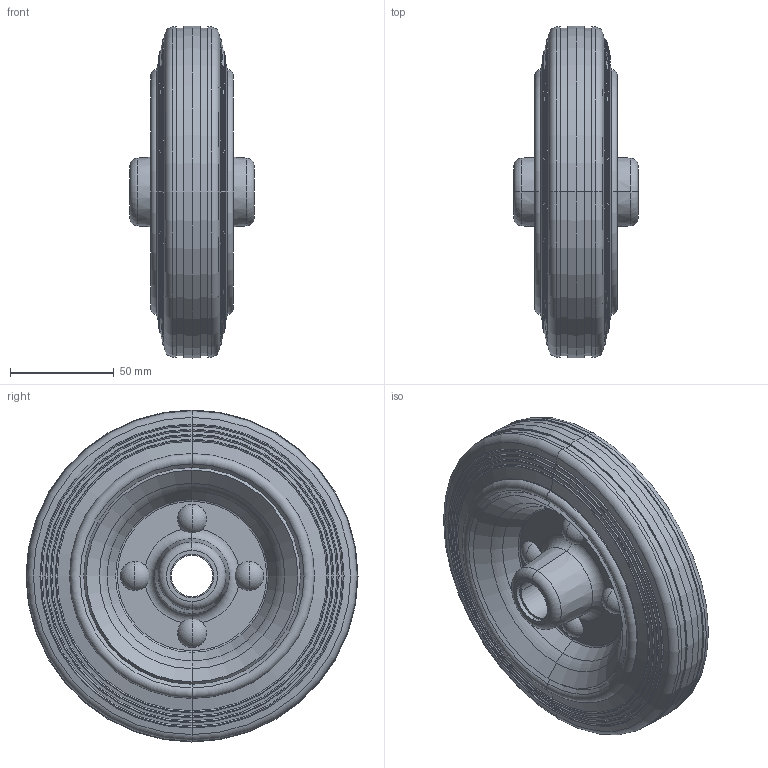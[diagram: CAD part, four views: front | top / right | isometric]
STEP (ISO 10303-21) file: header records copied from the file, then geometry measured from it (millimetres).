
FILE_DESCRIPTION (( 'STEP AP214' ), '1' );
FILE_NAME ('0013190WIC.step', '2023-02-28T10:22:14', ( '' ), ( '' ), 'SwSTEP 2.0', 'SolidWorks 2020', '' );
FILE_SCHEMA (( 'AUTOMOTIVE_DESIGN' ));
Length unit declared in the file: millimetre
Products named in the file (1): 0013190WIC
Bounding box: 60 x 160 x 160 mm (x, y, z)
Volume: 510208.9 mm3; surface area: 117296.2 mm2
Topology: 18 solids, 18 shells, 344 faces, 758 edges, 448 vertices
Faces by surface type: torus 96, cone 88, plane 69, bspline 55, cylinder 36
Entity records: 14429 total; most frequent: CARTESIAN_POINT 3124, DIRECTION 1516, ORIENTED_EDGE 1484, EDGE_CURVE 742, AXIS2_PLACEMENT_3D 658, VERTEX_POINT 448, EDGE_LOOP 394, CIRCLE 368
